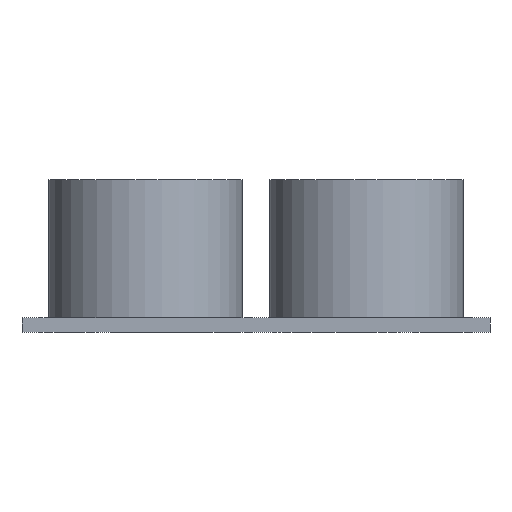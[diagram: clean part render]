
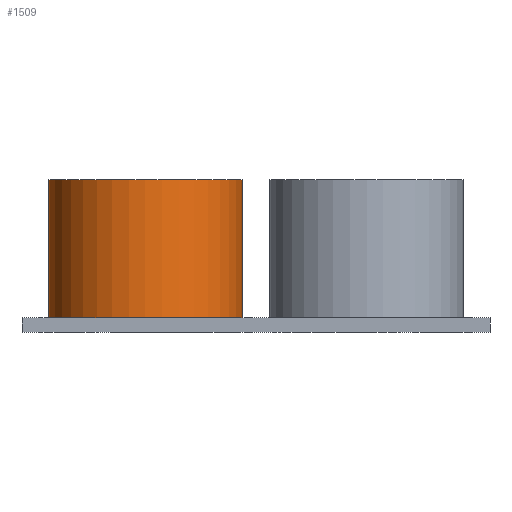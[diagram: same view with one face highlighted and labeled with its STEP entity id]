
A CAD part, front view. The second image highlights one B-rep face of the part: STEP entity #1509.
In plain terms, the highlighted cylindrical face has radius 10.5 mm (diameter 21 mm), a full revolution.
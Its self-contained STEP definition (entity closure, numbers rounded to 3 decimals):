
#1509 = ADVANCED_FACE('',(#1510),#1537,.T.);
#1510 = FACE_BOUND('',#1511,.T.);
#1511 = EDGE_LOOP('',(#1512,#1521,#1529,#1536));
#1512 = ORIENTED_EDGE('',*,*,#1513,.T.);
#1513 = EDGE_CURVE('',#1514,#1514,#1516,.T.);
#1514 = VERTEX_POINT('',#1515);
#1515 = CARTESIAN_POINT('',(10.5,0.,0.));
#1516 = CIRCLE('',#1517,10.5);
#1517 = AXIS2_PLACEMENT_3D('',#1518,#1519,#1520);
#1518 = CARTESIAN_POINT('',(0.,0.,0.));
#1519 = DIRECTION('',(0.,0.,1.));
#1520 = DIRECTION('',(1.,0.,0.));
#1521 = ORIENTED_EDGE('',*,*,#1522,.T.);
#1522 = EDGE_CURVE('',#1514,#1523,#1525,.T.);
#1523 = VERTEX_POINT('',#1524);
#1524 = CARTESIAN_POINT('',(10.5,0.,15.));
#1525 = LINE('',#1526,#1527);
#1526 = CARTESIAN_POINT('',(10.5,0.,0.));
#1527 = VECTOR('',#1528,1.);
#1528 = DIRECTION('',(0.,0.,1.));
#1529 = ORIENTED_EDGE('',*,*,#1530,.F.);
#1530 = EDGE_CURVE('',#1523,#1523,#1531,.T.);
#1531 = CIRCLE('',#1532,10.5);
#1532 = AXIS2_PLACEMENT_3D('',#1533,#1534,#1535);
#1533 = CARTESIAN_POINT('',(0.,0.,15.));
#1534 = DIRECTION('',(0.,0.,1.));
#1535 = DIRECTION('',(1.,0.,0.));
#1536 = ORIENTED_EDGE('',*,*,#1522,.F.);
#1537 = CYLINDRICAL_SURFACE('',#1538,10.5);
#1538 = AXIS2_PLACEMENT_3D('',#1539,#1540,#1541);
#1539 = CARTESIAN_POINT('',(0.,0.,0.));
#1540 = DIRECTION('',(0.,0.,-1.));
#1541 = DIRECTION('',(1.,0.,0.));
